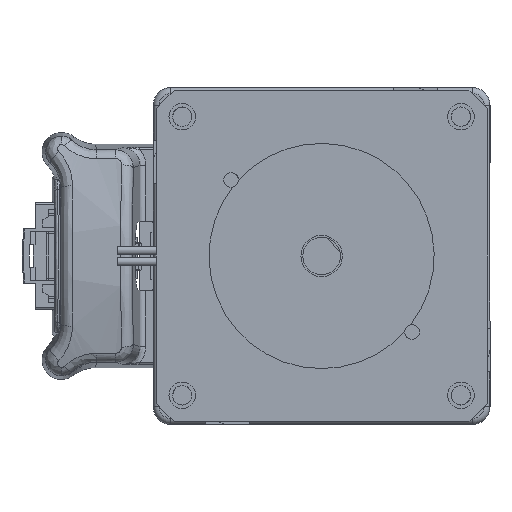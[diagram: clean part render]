
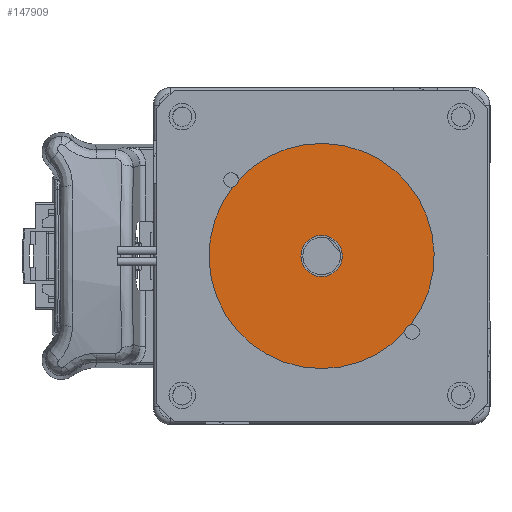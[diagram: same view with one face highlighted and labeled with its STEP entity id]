
A CAD part, left-side view. The second image highlights one B-rep face of the part: STEP entity #147909.
In plain terms, the highlighted face is planar.
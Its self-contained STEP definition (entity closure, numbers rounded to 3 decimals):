
#3930 = VERTEX_POINT ( 'NONE', #122447 ) ;
#6352 = DIRECTION ( 'NONE',  ( 0., 0., 1. ) ) ;
#8236 = DIRECTION ( 'NONE',  ( 0., 0., -1. ) ) ;
#10354 = AXIS2_PLACEMENT_3D ( 'NONE', #37732, #37613, #37581 ) ;
#13347 = DIRECTION ( 'NONE',  ( 0., 0., -1. ) ) ;
#24346 = EDGE_CURVE ( 'NONE', #63029, #3930, #117348, .T. ) ;
#26415 = CARTESIAN_POINT ( 'NONE',  ( 12.856, 15.321, 47.85 ) ) ;
#27153 = CARTESIAN_POINT ( 'NONE',  ( -11.627, -15.09, 47.85 ) ) ;
#27505 = VERTEX_POINT ( 'NONE', #83822 ) ;
#30012 = CIRCLE ( 'NONE', #147734, 1.25 ) ;
#31956 = FACE_BOUND ( 'NONE', #82287, .T. ) ;
#35656 = EDGE_CURVE ( 'NONE', #99671, #74723, #104081, .T. ) ;
#37581 = DIRECTION ( 'NONE',  ( 1., 0., 0. ) ) ;
#37613 = DIRECTION ( 'NONE',  ( 0., 0., -1. ) ) ;
#37732 = CARTESIAN_POINT ( 'NONE',  ( 0., 0., 47.85 ) ) ;
#38429 = DIRECTION ( 'NONE',  ( -1., 0., 0. ) ) ;
#40090 = DIRECTION ( 'NONE',  ( -1., 0., 0. ) ) ;
#40113 = DIRECTION ( 'NONE',  ( 0., 0., -1. ) ) ;
#40294 = CARTESIAN_POINT ( 'NONE',  ( 0., 0., 47.85 ) ) ;
#47960 = AXIS2_PLACEMENT_3D ( 'NONE', #40294, #40113, #40090 ) ;
#50808 = ORIENTED_EDGE ( 'NONE', *, *, #117395, .F. ) ;
#52758 = CARTESIAN_POINT ( 'NONE',  ( -3.5, 0., 47.85 ) ) ;
#54660 = EDGE_CURVE ( 'NONE', #27505, #95981, #30012, .T. ) ;
#54730 = CARTESIAN_POINT ( 'NONE',  ( 3.5, 0., 47.85 ) ) ;
#54733 = EDGE_LOOP ( 'NONE', ( #70591, #117004, #77053, #50808, #106253 ) ) ;
#58611 = EDGE_CURVE ( 'NONE', #63029, #84007, #68564, .T. ) ;
#61954 = DIRECTION ( 'NONE',  ( 0., 0., -1. ) ) ;
#63029 = VERTEX_POINT ( 'NONE', #68142 ) ;
#65467 = PLANE ( 'NONE',  #129114 ) ;
#68142 = CARTESIAN_POINT ( 'NONE',  ( 12.842, 14.071, 47.85 ) ) ;
#68391 = CARTESIAN_POINT ( 'NONE',  ( 0., 0., 47.85 ) ) ;
#68564 = CIRCLE ( 'NONE', #132727, 1.25 ) ;
#70591 = ORIENTED_EDGE ( 'NONE', *, *, #58611, .T. ) ;
#74723 = VERTEX_POINT ( 'NONE', #54730 ) ;
#77053 = ORIENTED_EDGE ( 'NONE', *, *, #54660, .T. ) ;
#79155 = CARTESIAN_POINT ( 'NONE',  ( -12.856, -15.321, 47.85 ) ) ;
#79414 = AXIS2_PLACEMENT_3D ( 'NONE', #132027, #61954, #143502 ) ;
#80169 = DIRECTION ( 'NONE',  ( 1., 0., 0. ) ) ;
#82287 = EDGE_LOOP ( 'NONE', ( #102161, #107739 ) ) ;
#83822 = CARTESIAN_POINT ( 'NONE',  ( -12.842, -14.071, 47.85 ) ) ;
#84007 = VERTEX_POINT ( 'NONE', #140960 ) ;
#84135 = CARTESIAN_POINT ( 'NONE',  ( 0., 0., 47.85 ) ) ;
#88999 = DIRECTION ( 'NONE',  ( 1., 0., 0. ) ) ;
#90862 = DIRECTION ( 'NONE',  ( -1., 0., 0. ) ) ;
#94622 = FACE_OUTER_BOUND ( 'NONE', #54733, .T. ) ;
#95912 = DIRECTION ( 'NONE',  ( 1., 0., 0. ) ) ;
#95981 = VERTEX_POINT ( 'NONE', #27153 ) ;
#96642 = AXIS2_PLACEMENT_3D ( 'NONE', #84135, #13347, #95912 ) ;
#99523 = AXIS2_PLACEMENT_3D ( 'NONE', #68391, #149590, #80169 ) ;
#99671 = VERTEX_POINT ( 'NONE', #52758 ) ;
#102161 = ORIENTED_EDGE ( 'NONE', *, *, #35656, .T. ) ;
#104081 = CIRCLE ( 'NONE', #47960, 3.5 ) ;
#106253 = ORIENTED_EDGE ( 'NONE', *, *, #24346, .F. ) ;
#107739 = ORIENTED_EDGE ( 'NONE', *, *, #120854, .T. ) ;
#108868 = DIRECTION ( 'NONE',  ( 0., 0., -1. ) ) ;
#111161 = CIRCLE ( 'NONE', #96642, 19.05 ) ;
#111683 = CIRCLE ( 'NONE', #99523, 19.05 ) ;
#117004 = ORIENTED_EDGE ( 'NONE', *, *, #130338, .F. ) ;
#117348 = CIRCLE ( 'NONE', #10354, 19.05 ) ;
#117395 = EDGE_CURVE ( 'NONE', #3930, #95981, #111683, .T. ) ;
#120854 = EDGE_CURVE ( 'NONE', #74723, #99671, #123995, .T. ) ;
#122447 = CARTESIAN_POINT ( 'NONE',  ( 19.05, 0., 47.85 ) ) ;
#123995 = CIRCLE ( 'NONE', #79414, 3.5 ) ;
#129114 = AXIS2_PLACEMENT_3D ( 'NONE', #146799, #6352, #88999 ) ;
#130338 = EDGE_CURVE ( 'NONE', #27505, #84007, #111161, .T. ) ;
#132027 = CARTESIAN_POINT ( 'NONE',  ( 0., 0., 47.85 ) ) ;
#132727 = AXIS2_PLACEMENT_3D ( 'NONE', #26415, #108868, #38429 ) ;
#140960 = CARTESIAN_POINT ( 'NONE',  ( 11.627, 15.09, 47.85 ) ) ;
#143502 = DIRECTION ( 'NONE',  ( -1., 0., 0. ) ) ;
#146799 = CARTESIAN_POINT ( 'NONE',  ( 0., 0., 47.85 ) ) ;
#147734 = AXIS2_PLACEMENT_3D ( 'NONE', #79155, #8236, #90862 ) ;
#147909 = ADVANCED_FACE ( 'NONE', ( #31956, #94622 ), #65467, .T. ) ;
#149590 = DIRECTION ( 'NONE',  ( 0., 0., -1. ) ) ;
